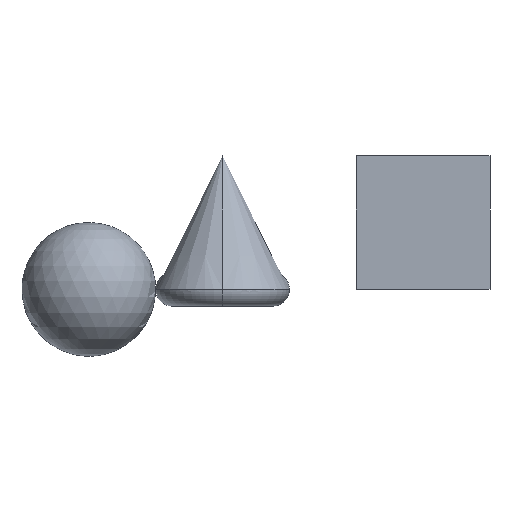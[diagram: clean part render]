
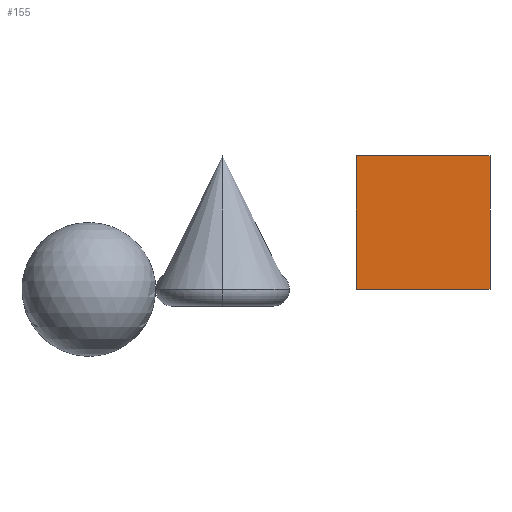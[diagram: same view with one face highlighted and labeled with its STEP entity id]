
A CAD part, front view. The second image highlights one B-rep face of the part: STEP entity #155.
In plain terms, the highlighted planar face has unit normal (0, -1, 0).
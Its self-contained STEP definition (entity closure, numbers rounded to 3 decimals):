
#22=B_SPLINE_CURVE_WITH_KNOTS('*CRV13',1,(#23,#24),.UNSPECIFIED.,.U.,.U.,(2,2),(0.,1.),.UNSPECIFIED.);
#23=CARTESIAN_POINT('NONE',(200.,0.,0.));
#24=CARTESIAN_POINT('NONE',(200.,0.,100.));
#25=EDGE_CURVE('NONE',#140,#96,#22,.T.);
#95=CARTESIAN_POINT('NONE',(200.,0.,100.));
#96=VERTEX_POINT('NONE',#95);
#97=B_SPLINE_CURVE_WITH_KNOTS('*CRV20',1,(#98,#99),.UNSPECIFIED.,.U.,.U.,(2,2),(0.,1.),.UNSPECIFIED.);
#98=CARTESIAN_POINT('NONE',(100.,0.,100.));
#99=CARTESIAN_POINT('NONE',(200.,0.,100.));
#100=EDGE_CURVE('NONE',#113,#96,#97,.T.);
#112=CARTESIAN_POINT('NONE',(100.,0.,100.));
#113=VERTEX_POINT('NONE',#112);
#114=CARTESIAN_POINT('NONE',(100.,0.,0.));
#115=VERTEX_POINT('NONE',#114);
#116=B_SPLINE_CURVE_WITH_KNOTS('*CRV21',1,(#117,#118),.UNSPECIFIED.,.U.,.U.,(2,2),(0.,1.),.UNSPECIFIED.);
#117=CARTESIAN_POINT('NONE',(100.,0.,0.));
#118=CARTESIAN_POINT('NONE',(100.,0.,100.));
#119=EDGE_CURVE('NONE',#115,#113,#116,.T.);
#138=ORIENTED_EDGE('NONE',*,*,#119,.F.);
#139=CARTESIAN_POINT('NONE',(200.,0.,0.));
#140=VERTEX_POINT('NONE',#139);
#141=B_SPLINE_CURVE_WITH_KNOTS('*CRV23',1,(#142,#143),.UNSPECIFIED.,.U.,.U.,(2,2),(0.,1.),.UNSPECIFIED.);
#142=CARTESIAN_POINT('NONE',(100.,0.,0.));
#143=CARTESIAN_POINT('NONE',(200.,0.,0.));
#144=EDGE_CURVE('NONE',#115,#140,#141,.T.);
#145=ORIENTED_EDGE('NONE',*,*,#144,.T.);
#146=ORIENTED_EDGE('NONE',*,*,#25,.T.);
#147=ORIENTED_EDGE('NONE',*,*,#100,.F.);
#148=EDGE_LOOP('NONE',(#138,#145,#146,#147));
#149=FACE_OUTER_BOUND('NONE',#148,.T.);
#150=CARTESIAN_POINT('NONE',(100.,0.,100.));
#151=DIRECTION('NONE',(-1.,0.,0.));
#152=DIRECTION('NONE',(0.,-1.,0.));
#153=AXIS2_PLACEMENT_3D('NONE',#150,#152,#151);
#154=PLANE('NONE',#153);
#155=ADVANCED_FACE('*FAC5',(#149),#154,.T.);
